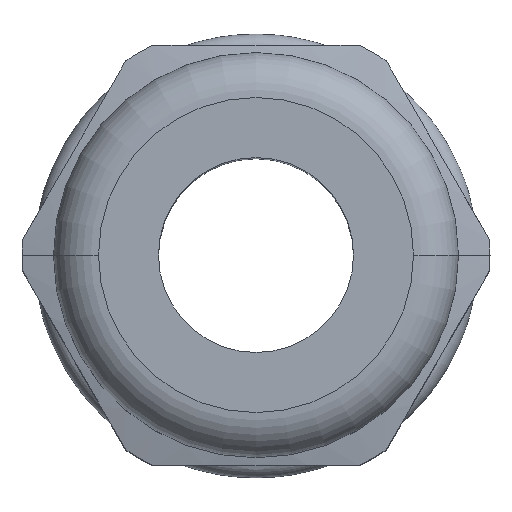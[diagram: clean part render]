
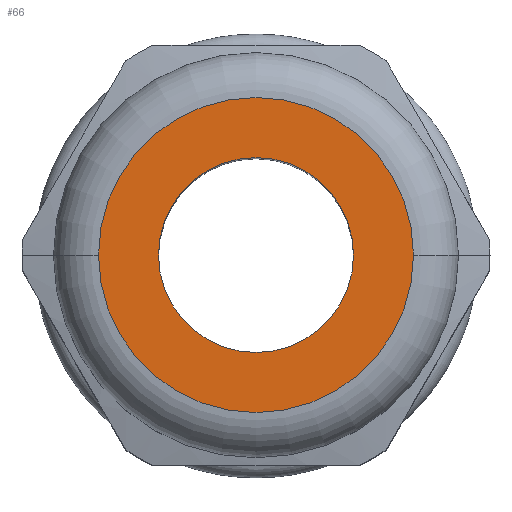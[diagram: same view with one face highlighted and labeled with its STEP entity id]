
A CAD part, top view. The second image highlights one B-rep face of the part: STEP entity #66.
In plain terms, the highlighted planar face has unit normal (0, 0, 1).
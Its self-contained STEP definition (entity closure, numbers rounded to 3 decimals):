
#66 = ADVANCED_FACE ( 'NONE', ( #917, #1124 ), #533, .T. ) ;
#110 = CARTESIAN_POINT ( 'NONE',  ( 0., 0., 23.5 ) ) ;
#111 = DIRECTION ( 'NONE',  ( 0., 0., 1. ) ) ;
#112 = DIRECTION ( 'NONE',  ( 1., 0., 0. ) ) ;
#384 = AXIS2_PLACEMENT_3D ( 'NONE', #1642, #1641, #1640 ) ;
#402 = AXIS2_PLACEMENT_3D ( 'NONE', #110, #111, #112 ) ;
#405 = AXIS2_PLACEMENT_3D ( 'NONE', #1636, #1635, #1634 ) ;
#430 = EDGE_CURVE ( 'NONE', #1353, #1354, #797, .T. ) ;
#472 = EDGE_CURVE ( 'NONE', #1350, #1349, #773, .T. ) ;
#510 = DIRECTION ( 'NONE',  ( 1., 0., 0. ) ) ;
#511 = DIRECTION ( 'NONE',  ( 0., 0., 1. ) ) ;
#512 = CARTESIAN_POINT ( 'NONE',  ( 0., 0., 23.5 ) ) ;
#530 = DIRECTION ( 'NONE',  ( 1., 0., 0. ) ) ;
#531 = DIRECTION ( 'NONE',  ( 0., 0., 1. ) ) ;
#532 = CARTESIAN_POINT ( 'NONE',  ( 0., 0., 23.5 ) ) ;
#533 = PLANE ( 'NONE',  #1123 ) ;
#732 = EDGE_CURVE ( 'NONE', #1349, #1350, #770, .T. ) ;
#761 = CIRCLE ( 'NONE', #402, 3.25 ) ;
#770 = CIRCLE ( 'NONE', #405, 5.25 ) ;
#773 = CIRCLE ( 'NONE', #384, 5.25 ) ;
#797 = CIRCLE ( 'NONE', #1145, 3.25 ) ;
#832 = EDGE_CURVE ( 'NONE', #1354, #1353, #761, .T. ) ;
#917 = FACE_BOUND ( 'NONE', #1419, .T. ) ;
#1115 = ORIENTED_EDGE ( 'NONE', *, *, #472, .T. ) ;
#1116 = ORIENTED_EDGE ( 'NONE', *, *, #832, .F. ) ;
#1118 = ORIENTED_EDGE ( 'NONE', *, *, #430, .F. ) ;
#1119 = ORIENTED_EDGE ( 'NONE', *, *, #732, .T. ) ;
#1123 = AXIS2_PLACEMENT_3D ( 'NONE', #532, #531, #530 ) ;
#1124 = FACE_OUTER_BOUND ( 'NONE', #1420, .T. ) ;
#1145 = AXIS2_PLACEMENT_3D ( 'NONE', #512, #511, #510 ) ;
#1349 = VERTEX_POINT ( 'NONE', #1548 ) ;
#1350 = VERTEX_POINT ( 'NONE', #1549 ) ;
#1353 = VERTEX_POINT ( 'NONE', #1552 ) ;
#1354 = VERTEX_POINT ( 'NONE', #1553 ) ;
#1419 = EDGE_LOOP ( 'NONE', ( #1118, #1116 ) ) ;
#1420 = EDGE_LOOP ( 'NONE', ( #1119, #1115 ) ) ;
#1548 = CARTESIAN_POINT ( 'NONE',  ( 5.25, 0., 23.5 ) ) ;
#1549 = CARTESIAN_POINT ( 'NONE',  ( -5.25, 0., 23.5 ) ) ;
#1552 = CARTESIAN_POINT ( 'NONE',  ( 3.25, 0., 23.5 ) ) ;
#1553 = CARTESIAN_POINT ( 'NONE',  ( -3.25, 0., 23.5 ) ) ;
#1634 = DIRECTION ( 'NONE',  ( 1., 0., 0. ) ) ;
#1635 = DIRECTION ( 'NONE',  ( 0., 0., 1. ) ) ;
#1636 = CARTESIAN_POINT ( 'NONE',  ( 0., 0., 23.5 ) ) ;
#1640 = DIRECTION ( 'NONE',  ( 1., 0., 0. ) ) ;
#1641 = DIRECTION ( 'NONE',  ( 0., 0., 1. ) ) ;
#1642 = CARTESIAN_POINT ( 'NONE',  ( 0., 0., 23.5 ) ) ;
